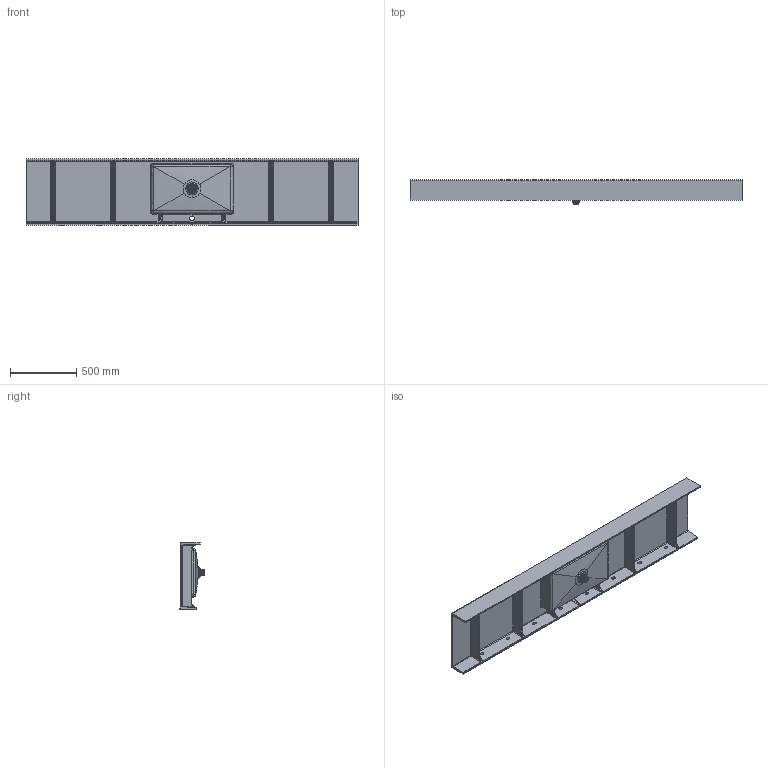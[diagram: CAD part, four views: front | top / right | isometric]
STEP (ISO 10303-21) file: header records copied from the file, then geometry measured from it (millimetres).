
FILE_DESCRIPTION (( 'STEP AP203' ), '1' );
FILE_NAME ('PLANO60-P.STEP', '2021-09-20T06:56:40', ( '' ), ( '' ), 'SwSTEP 2.0', 'SolidWorks 2020', '' );
FILE_SCHEMA (( 'CONFIG_CONTROL_DESIGN' ));
Length unit declared in the file: millimetre
Products named in the file (1): PLANO60-P
Bounding box: 2500 x 187.71 x 500 mm (x, y, z)
Volume: 29952097 mm3; surface area: 4461247.4 mm2
Topology: 8 solids, 8 shells, 655 faces, 1699 edges, 1035 vertices
Faces by surface type: cylinder 264, bspline 141, plane 126, torus 50, sphere 44, cone 30
Entity records: 40283 total; most frequent: CARTESIAN_POINT 25605, ORIENTED_EDGE 3362, DIRECTION 2795, EDGE_CURVE 1681, AXIS2_PLACEMENT_3D 1107, VERTEX_POINT 1035, EDGE_LOOP 704, FACE_OUTER_BOUND 655
